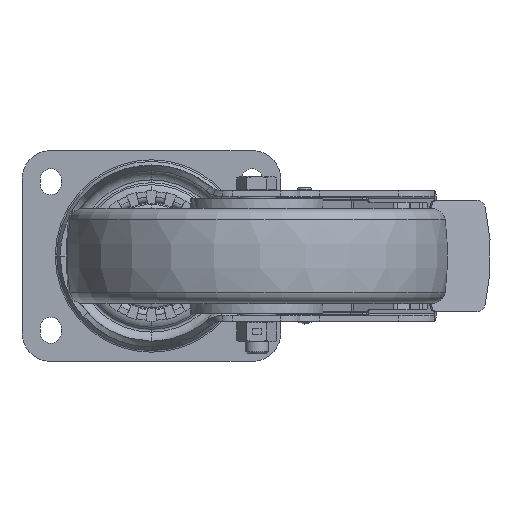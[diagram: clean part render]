
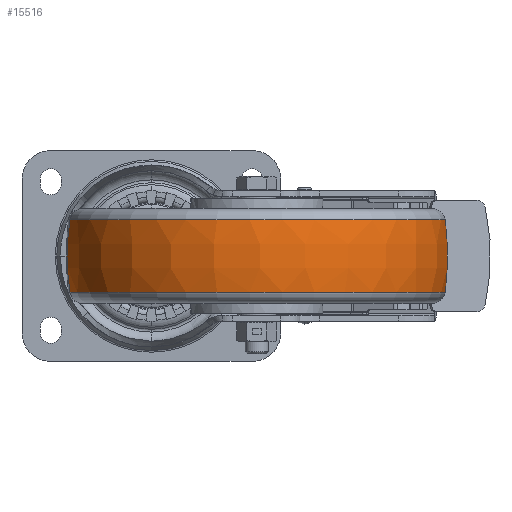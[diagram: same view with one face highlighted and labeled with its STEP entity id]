
A CAD part, front view. The second image highlights one B-rep face of the part: STEP entity #15516.
In plain terms, the highlighted toroidal (fillet/blend) face has major radius 10 mm and minor radius 110 mm.
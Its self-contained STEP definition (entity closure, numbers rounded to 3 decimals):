
#2895 = AXIS2_PLACEMENT_3D ( 'NONE', #7153, #36904, #22739 ) ;
#3367 = DIRECTION ( 'NONE',  ( 0.991, 0.136, 0. ) ) ;
#4592 = EDGE_CURVE ( 'NONE', #24791, #44398, #5400, .T. ) ;
#4845 = DIRECTION ( 'NONE',  ( 0., 0., -1. ) ) ;
#5400 = CIRCLE ( 'NONE', #42063, 98.372 ) ;
#6678 = CIRCLE ( 'NONE', #60613, 98.372 ) ;
#7153 = CARTESIAN_POINT ( 'NONE',  ( 55., -135., 0. ) ) ;
#9003 = CIRCLE ( 'NONE', #65190, 110. ) ;
#10241 = CARTESIAN_POINT ( 'NONE',  ( 55., -135., -18.854 ) ) ;
#11479 = AXIS2_PLACEMENT_3D ( 'NONE', #40130, #50941, #44180 ) ;
#13813 = CARTESIAN_POINT ( 'NONE',  ( 152.46, -121.633, -18.854 ) ) ;
#15458 = ORIENTED_EDGE ( 'NONE', *, *, #52446, .F. ) ;
#15516 = ADVANCED_FACE ( 'NONE', ( #32872 ), #56929, .T. ) ;
#17631 = VERTEX_POINT ( 'NONE', #66570 ) ;
#20371 = DIRECTION ( 'NONE',  ( 0., 0., -1. ) ) ;
#20753 = CARTESIAN_POINT ( 'NONE',  ( 55., -135., 18.854 ) ) ;
#21130 = CARTESIAN_POINT ( 'NONE',  ( 64.907, -133.641, 0. ) ) ;
#22739 = DIRECTION ( 'NONE',  ( 0.991, 0.136, 0. ) ) ;
#24791 = VERTEX_POINT ( 'NONE', #36799 ) ;
#25572 = EDGE_CURVE ( 'NONE', #44398, #17631, #9003, .T. ) ;
#29422 = ORIENTED_EDGE ( 'NONE', *, *, #38538, .F. ) ;
#30057 = ORIENTED_EDGE ( 'NONE', *, *, #25572, .T. ) ;
#32872 = FACE_OUTER_BOUND ( 'NONE', #56612, .T. ) ;
#36799 = CARTESIAN_POINT ( 'NONE',  ( 152.46, -121.633, 18.854 ) ) ;
#36904 = DIRECTION ( 'NONE',  ( 0., 0., -1. ) ) ;
#38538 = EDGE_CURVE ( 'NONE', #41099, #17631, #6678, .T. ) ;
#40130 = CARTESIAN_POINT ( 'NONE',  ( 45.093, -136.359, 0. ) ) ;
#41099 = VERTEX_POINT ( 'NONE', #13813 ) ;
#42063 = AXIS2_PLACEMENT_3D ( 'NONE', #20753, #4845, #50808 ) ;
#44165 = ORIENTED_EDGE ( 'NONE', *, *, #4592, .T. ) ;
#44180 = DIRECTION ( 'NONE',  ( -0.991, -0.136, 0. ) ) ;
#44398 = VERTEX_POINT ( 'NONE', #44686 ) ;
#44686 = CARTESIAN_POINT ( 'NONE',  ( -42.46, -148.367, 18.854 ) ) ;
#46373 = DIRECTION ( 'NONE',  ( 0.991, 0.136, 0. ) ) ;
#50808 = DIRECTION ( 'NONE',  ( 0.991, 0.136, 0. ) ) ;
#50941 = DIRECTION ( 'NONE',  ( -0.136, 0.991, 0. ) ) ;
#52446 = EDGE_CURVE ( 'NONE', #24791, #41099, #57924, .T. ) ;
#55735 = DIRECTION ( 'NONE',  ( 0.136, -0.991, 0. ) ) ;
#56612 = EDGE_LOOP ( 'NONE', ( #44165, #30057, #29422, #15458 ) ) ;
#56929 = TOROIDAL_SURFACE ( 'NONE', #2895, -10., 110. ) ;
#57924 = CIRCLE ( 'NONE', #11479, 110. ) ;
#60613 = AXIS2_PLACEMENT_3D ( 'NONE', #10241, #20371, #46373 ) ;
#65190 = AXIS2_PLACEMENT_3D ( 'NONE', #21130, #55735, #3367 ) ;
#66570 = CARTESIAN_POINT ( 'NONE',  ( -42.46, -148.367, -18.854 ) ) ;
